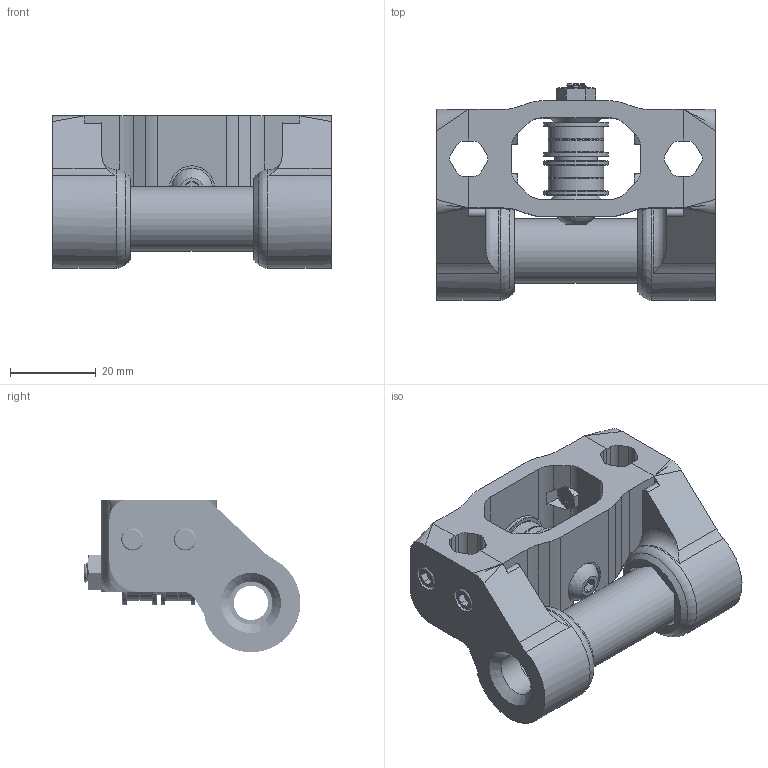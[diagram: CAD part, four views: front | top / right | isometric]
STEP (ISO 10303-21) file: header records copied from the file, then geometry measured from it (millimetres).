
FILE_DESCRIPTION(/* description */ (''),/* implementation_level */ '2;1');
FILE_NAME(/* name */ 'XY Joint.stp',/* time_stamp */ '2016-06-22T08:56:32-07:00',/* author */ (''),/* organization */ (''),/* preprocessor_version */ 'ST-DEVELOPER v16.5',/* originating_system */ 'Autodesk Translation Framework v5.0.0.3310',/* authorisation */ '');
FILE_SCHEMA (('AUTOMOTIVE_DESIGN { 1 0 10303 214 3 1 1 }'));
Length unit declared in the file: centimetre
Products named in the file (12): XY Joint LMUL v16; Idler Assembly; Idler Pulley Assembly v3 (2); Idler Pulley Assembly v3 (2)_1; F695-2RS v1 (1) (2); F695-2RS v1 (2) (2); M5 1mm Spacer v2 (2); M5 Nut v1; M5 Cap 30mm v1; LMUW8_2_03 v1; M3 16mm v1; M3 Hexnut v1
Assembly tree (19 placements, depth 4):
  XY Joint LMUL v16
    Idler Assembly
      Idler Pulley Assembly v3 (2)
        F695-2RS v1 (1) (2)
        F695-2RS v1 (2) (2)
      Idler Pulley Assembly v3 (2)_1
        F695-2RS v1 (1) (2)
        F695-2RS v1 (2) (2)
      M5 1mm Spacer v2 (2)
      M5 Nut v1
      M5 Cap 30mm v1
    LMUW8_2_03 v1
    M3 16mm v1  x4
    M3 Hexnut v1  x4
Bounding box: 65 x 50.5 x 35.57 mm (x, y, z)
Volume: 39764.5 mm3; surface area: 24978.6 mm2
Topology: 19 solids, 19 shells, 580 faces, 1348 edges, 844 vertices
Faces by surface type: plane 266, cone 128, cylinder 125, bspline 46, torus 14, sphere 1
Full cylindrical faces by diameter (mm): 3.3 x8, 5 x6, 5.2 x4, 6 x4, 6.5 x8, 8 x1, 9.5 x1, 10 x3, 11.5 x8, 13 x4, 14.3 x2, 15 x7
Entity records: 24027 total; most frequent: CARTESIAN_POINT 14959, DIRECTION 1821, ORIENTED_EDGE 1754, EDGE_CURVE 877, AXIS2_PLACEMENT_3D 687, VERTEX_POINT 603, EDGE_LOOP 516, LINE 447
